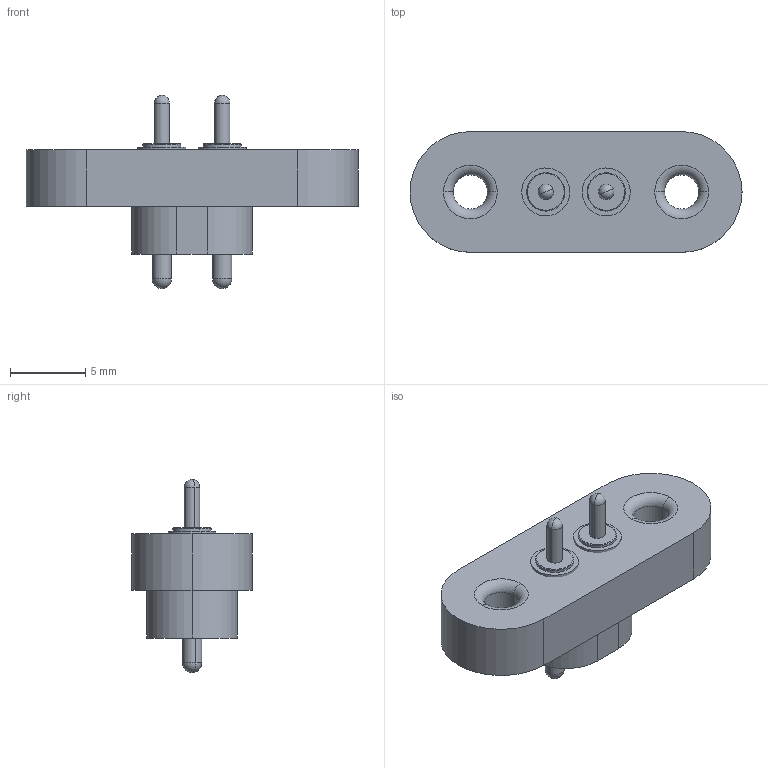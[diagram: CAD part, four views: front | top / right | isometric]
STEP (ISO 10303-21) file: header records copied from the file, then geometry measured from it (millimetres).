
FILE_DESCRIPTION (( 'STEP AP214' ), '1' );
FILE_NAME ('UEBK-30328.STEP', '2020-08-18T08:52:02', ( '' ), ( '' ), 'SwSTEP 2.0', 'SolidWorks 2020', '' );
FILE_SCHEMA (( 'AUTOMOTIVE_DESIGN' ));
Length unit declared in the file: millimetre
Products named in the file (3): UEBK-30328-Gehäuse; UEBK-30328-Pin; UEBK-30328
Assembly tree (3 placements, depth 2):
  UEBK-30328
    UEBK-30328-Gehäuse
    UEBK-30328-Pin  x2
Bounding box: 22 x 8 x 12.8 mm (x, y, z)
Volume: 724.6 mm3; surface area: 895.6 mm2
Topology: 3 solids, 3 shells, 99 faces, 228 edges, 140 vertices
Faces by surface type: cylinder 52, plane 19, cone 12, torus 8, sphere 8
Entity records: 2092 total; most frequent: DIRECTION 378, CARTESIAN_POINT 305, ORIENTED_EDGE 288, AXIS2_PLACEMENT_3D 163, EDGE_CURVE 144, CIRCLE 92, VERTEX_POINT 90, EDGE_LOOP 80
